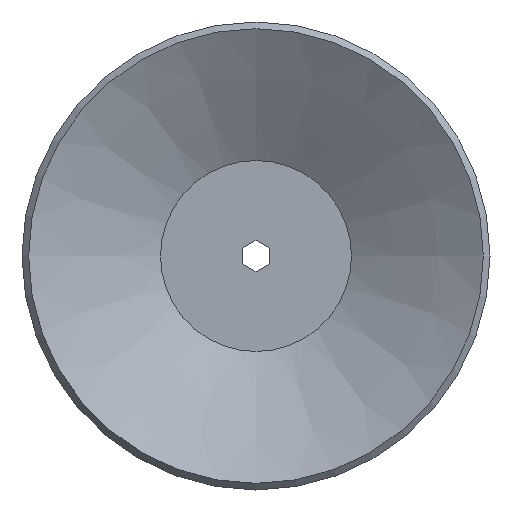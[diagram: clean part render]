
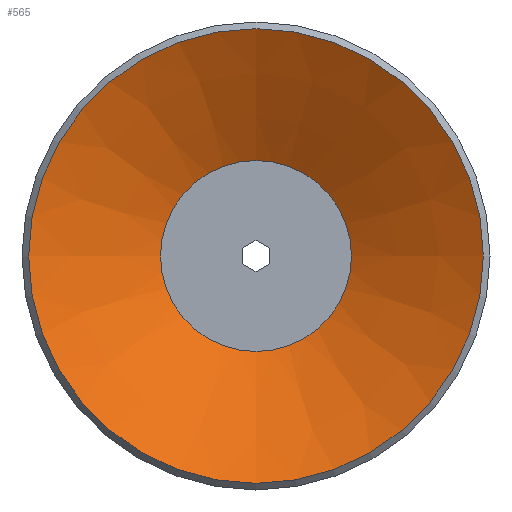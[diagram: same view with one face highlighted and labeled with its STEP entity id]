
A CAD part, front view. The second image highlights one B-rep face of the part: STEP entity #565.
In plain terms, the highlighted conical face has half-angle 60 degrees and reference radius 25 mm.
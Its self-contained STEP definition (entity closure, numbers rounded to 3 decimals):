
#61=CONICAL_SURFACE('',#611,25.,1.047);
#97=ORIENTED_EDGE('',*,*,#164,.F.);
#98=ORIENTED_EDGE('',*,*,#163,.T.);
#163=EDGE_CURVE('',#202,#202,#235,.T.);
#164=EDGE_CURVE('',#203,#203,#236,.T.);
#202=VERTEX_POINT('',#791);
#203=VERTEX_POINT('',#794);
#235=CIRCLE('',#610,25.);
#236=CIRCLE('',#612,10.5);
#268=EDGE_LOOP('',(#97));
#269=EDGE_LOOP('',(#98));
#318=FACE_BOUND('',#268,.T.);
#319=FACE_BOUND('',#269,.T.);
#565=ADVANCED_FACE('',(#318,#319),#61,.F.);
#610=AXIS2_PLACEMENT_3D('',#790,#685,#686);
#611=AXIS2_PLACEMENT_3D('',#792,#687,#688);
#612=AXIS2_PLACEMENT_3D('',#793,#689,#690);
#685=DIRECTION('',(0.,-1.,0.));
#686=DIRECTION('',(1.,0.,0.));
#687=DIRECTION('',(0.,-1.,0.));
#688=DIRECTION('',(1.,0.,0.));
#689=DIRECTION('',(0.,-1.,0.));
#690=DIRECTION('',(1.,0.,0.));
#790=CARTESIAN_POINT('',(0.,0.,0.));
#791=CARTESIAN_POINT('',(25.,0.,0.));
#792=CARTESIAN_POINT('',(0.,0.,0.));
#793=CARTESIAN_POINT('',(0.,8.372,0.));
#794=CARTESIAN_POINT('',(10.5,8.372,0.));
